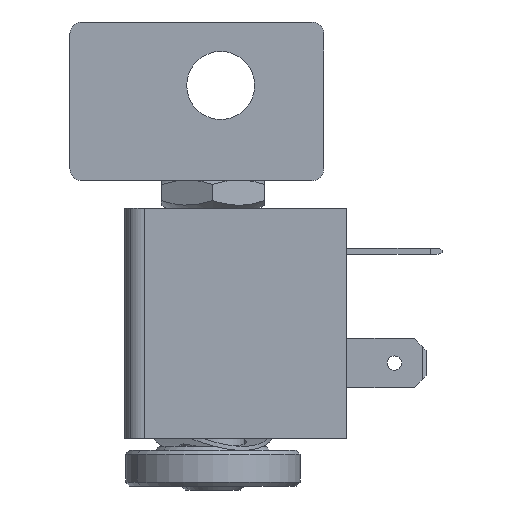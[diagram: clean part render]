
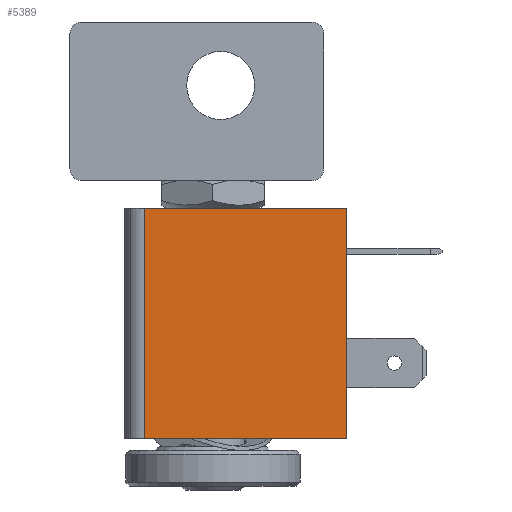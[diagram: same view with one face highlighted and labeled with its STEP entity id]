
A CAD part, left-side view. The second image highlights one B-rep face of the part: STEP entity #5389.
In plain terms, the highlighted face is planar.
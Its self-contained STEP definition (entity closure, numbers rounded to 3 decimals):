
#5332=CARTESIAN_POINT('',(11.15,11.5,14.25));
#5333=VERTEX_POINT('',#5332);
#5341=CARTESIAN_POINT('',(11.15,11.5,-14.75));
#5342=VERTEX_POINT('',#5341);
#5343=CARTESIAN_POINT('',(11.15,11.5,14.25));
#5344=DIRECTION('',(0.0,0.0,-1.0));
#5345=VECTOR('',#5344,29.0);
#5346=LINE('',#5343,#5345);
#5347=EDGE_CURVE('',#5333,#5342,#5346,.T.);
#5359=CARTESIAN_POINT('',(11.15,14.0,-14.75));
#5360=DIRECTION('',(1.0,0.0,0.0));
#5361=DIRECTION('',(0.0,0.0,-1.0));
#5362=AXIS2_PLACEMENT_3D('',#5359,#5360,#5361);
#5363=PLANE('',#5362);
#5364=ORIENTED_EDGE('',*,*,#5347,.F.);
#5365=CARTESIAN_POINT('',(11.15,-14.0,14.25));
#5366=VERTEX_POINT('',#5365);
#5367=CARTESIAN_POINT('',(11.15,11.5,14.25));
#5368=DIRECTION('',(0.0,-1.0,0.0));
#5369=VECTOR('',#5368,25.5);
#5370=LINE('',#5367,#5369);
#5371=EDGE_CURVE('',#5333,#5366,#5370,.T.);
#5372=ORIENTED_EDGE('',*,*,#5371,.T.);
#5373=CARTESIAN_POINT('',(11.15,-14.0,-14.75));
#5374=VERTEX_POINT('',#5373);
#5375=CARTESIAN_POINT('',(11.15,-14.0,-14.75));
#5376=DIRECTION('',(0.0,0.0,1.0));
#5377=VECTOR('',#5376,29.0);
#5378=LINE('',#5375,#5377);
#5379=EDGE_CURVE('',#5374,#5366,#5378,.T.);
#5380=ORIENTED_EDGE('',*,*,#5379,.F.);
#5381=CARTESIAN_POINT('',(11.15,-14.0,-14.75));
#5382=DIRECTION('',(0.0,1.0,0.0));
#5383=VECTOR('',#5382,25.5);
#5384=LINE('',#5381,#5383);
#5385=EDGE_CURVE('',#5374,#5342,#5384,.T.);
#5386=ORIENTED_EDGE('',*,*,#5385,.T.);
#5387=EDGE_LOOP('',(#5364,#5372,#5380,#5386));
#5388=FACE_OUTER_BOUND('',#5387,.T.);
#5389=ADVANCED_FACE('',(#5388),#5363,.T.);
